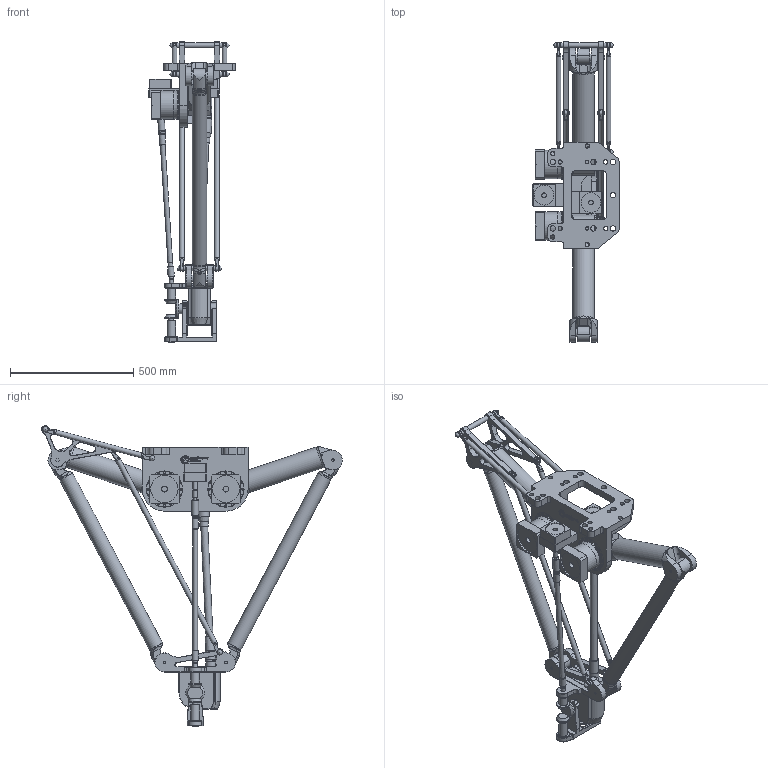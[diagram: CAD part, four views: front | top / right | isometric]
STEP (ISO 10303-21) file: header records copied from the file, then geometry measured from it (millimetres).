
FILE_DESCRIPTION(/* description */ (''),/* implementation_level */ '2;1');
FILE_NAME(/* name */ '3D-model_A_00902-T1.stp',/* time_stamp */ '2022-02-26T12:40:58+01:00',/* author */ ('michael.schutter'),/* organization */ ('Majatronic'),/* preprocessor_version */ 'ST-DEVELOPER v16.5',/* originating_system */ 'Autodesk Inventor 2017',/* authorisation */ '');
FILE_SCHEMA (('AUTOMOTIVE_DESIGN { 1 0 10303 214 3 1 1 }'));
Length unit declared in the file: millimetre
Products named in the file (17): MT_BGR00020110MT_BGR; MT_BGR00020116MT_BGR; MT_WST00063599MT_WST; MT_WST00055121MT_WST; MT_WST00061011MT_WST; MT_WST00061012MT_WST; MT_WST00061013MT_WST; MT_WST00063601MT_WST; MT_WST00061017MT_WST; MT_WST00061016MT_WST; MT_WST00061015MT_WST; MT_WST00061014MT_WST; MT_WST00063602MT_WST; MT_WST00063605MT_WST; MT_WST00063606MT_WST; MT_WST00063607MT_WST; MT_WST00063610MT_WST
Assembly tree (20 placements, depth 3):
  MT_BGR00020110MT_BGR
    MT_BGR00020116MT_BGR
      MT_WST00063599MT_WST
      MT_WST00055121MT_WST  x2
    MT_WST00061011MT_WST
    MT_WST00061013MT_WST  x2
    MT_WST00061012MT_WST
    MT_WST00063601MT_WST
    MT_WST00061017MT_WST
    MT_WST00061016MT_WST
    MT_WST00061015MT_WST  x2
    MT_WST00061014MT_WST  x2
    MT_WST00063602MT_WST
    MT_WST00063605MT_WST
    MT_WST00063606MT_WST
    MT_WST00063607MT_WST
    MT_WST00063610MT_WST
Bounding box: 351 x 1222.87 x 1221.27 mm (x, y, z)
Volume: 28631969.6 mm3; surface area: 2496244.6 mm2
Topology: 20 solids, 28 shells, 2407 faces, 5540 edges, 3505 vertices
Faces by surface type: plane 1179, cylinder 742, cone 365, torus 80, bspline 27, sphere 14
Full cylindrical faces by diameter (mm): 3.459 x4, 4 x1, 4.134 x32, 4.917 x14, 5 x32, 6 x2, 6.647 x6, 8 x4, 8.2 x24, 8.5 x32, 10 x38, 10.106 x1, 12 x6, 13 x24, 15 x4, 17.294 x8, 18 x20, 19 x3, 19.8 x8, 20 x29, 22 x7, 24 x2, 25 x4, 26 x1, 27 x1, 28 x1, 30 x1, 32 x8, 35 x4, 36 x1
Entity records: 59667 total; most frequent: CARTESIAN_POINT 14169, DIRECTION 9571, ORIENTED_EDGE 8258, EDGE_CURVE 4128, AXIS2_PLACEMENT_3D 3593, VERTEX_POINT 2845, EDGE_LOOP 2743, LINE 2385
